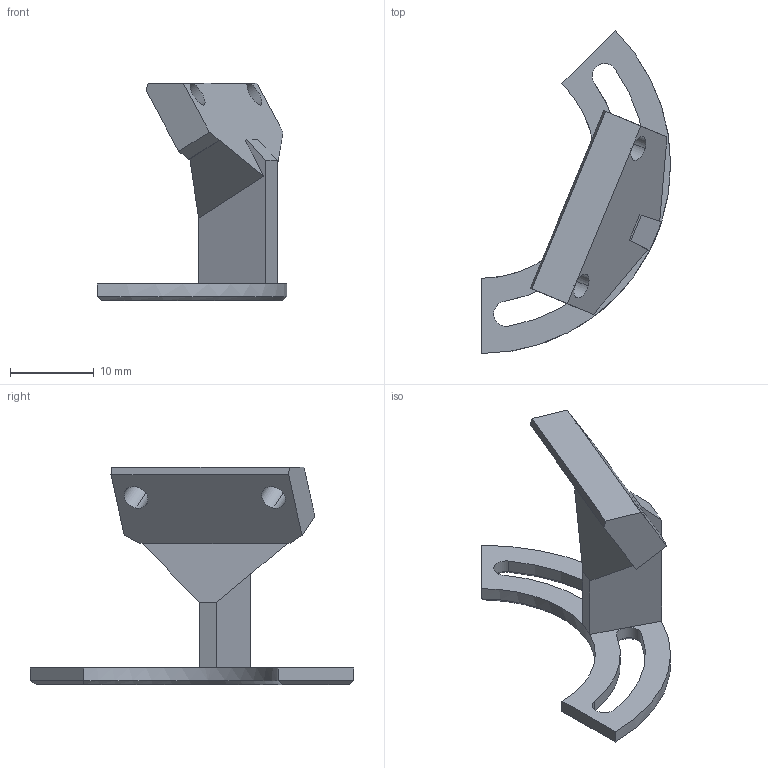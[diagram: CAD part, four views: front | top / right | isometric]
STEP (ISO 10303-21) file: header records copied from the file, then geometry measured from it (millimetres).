
FILE_DESCRIPTION (( 'STEP AP214' ), '1' );
FILE_NAME ('heaterHolder.STEP', '2020-06-29T03:31:11', ( '' ), ( '' ), 'SwSTEP 2.0', 'SolidWorks 2016', '' );
FILE_SCHEMA (( 'AUTOMOTIVE_DESIGN' ));
Length unit declared in the file: millimetre
Products named in the file (1): heaterHolder
Bounding box: 22.63 x 38.63 x 26 mm (x, y, z)
Volume: 2086.1 mm3; surface area: 2053.4 mm2
Topology: 1 solids, 1 shells, 60 faces, 155 edges, 93 vertices
Faces by surface type: plane 28, cylinder 17, cone 15
Entity records: 1864 total; most frequent: DIRECTION 332, CARTESIAN_POINT 321, ORIENTED_EDGE 310, EDGE_CURVE 155, AXIS2_PLACEMENT_3D 120, VERTEX_POINT 93, LINE 92, VECTOR 92
